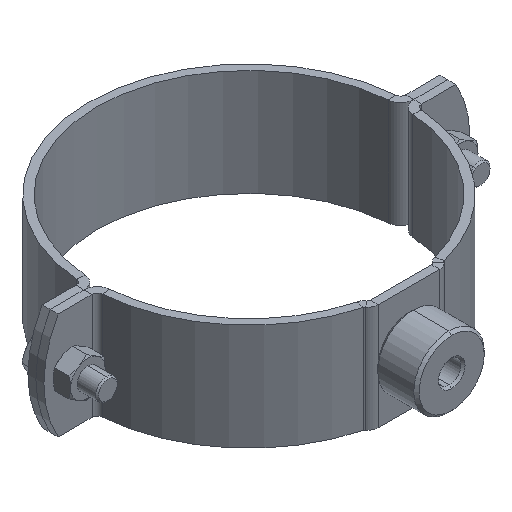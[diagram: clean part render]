
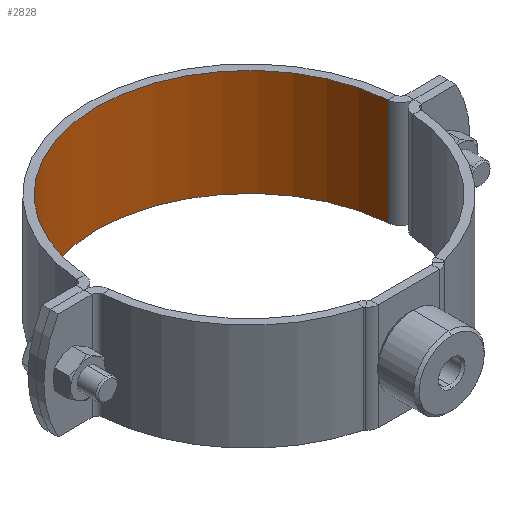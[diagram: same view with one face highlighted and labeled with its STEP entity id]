
A CAD part, isometric view. The second image highlights one B-rep face of the part: STEP entity #2828.
In plain terms, the highlighted cylindrical face has radius 57.1 mm (diameter 114.2 mm), a partial arc.
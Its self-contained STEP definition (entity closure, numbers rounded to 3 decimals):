
#44 = CARTESIAN_POINT ( 'NONE',  ( -56.915, -4.597, 20. ) ) ;
#51 = EDGE_LOOP ( 'NONE', ( #901, #3605, #4215, #1720 ) ) ;
#270 = VERTEX_POINT ( 'NONE', #44 ) ;
#319 = CARTESIAN_POINT ( 'NONE',  ( 56.915, -4.597, 20. ) ) ;
#589 = VECTOR ( 'NONE', #3060, 1000. ) ;
#598 = CARTESIAN_POINT ( 'NONE',  ( 0., 0., 20. ) ) ;
#901 = ORIENTED_EDGE ( 'NONE', *, *, #1001, .F. ) ;
#985 = AXIS2_PLACEMENT_3D ( 'NONE', #598, #3735, #3397 ) ;
#1001 = EDGE_CURVE ( 'NONE', #3174, #3489, #2583, .T. ) ;
#1005 = DIRECTION ( 'NONE',  ( 0., 0., -1. ) ) ;
#1069 = CARTESIAN_POINT ( 'NONE',  ( 56.915, -4.597, -20. ) ) ;
#1330 = EDGE_CURVE ( 'NONE', #3708, #3489, #3366, .T. ) ;
#1603 = DIRECTION ( 'NONE',  ( -1., 0., 0. ) ) ;
#1670 = DIRECTION ( 'NONE',  ( 0., 0., 1. ) ) ;
#1720 = ORIENTED_EDGE ( 'NONE', *, *, #1330, .T. ) ;
#1821 = CARTESIAN_POINT ( 'NONE',  ( 56.915, -4.597, 20. ) ) ;
#1972 = CIRCLE ( 'NONE', #985, 57.1 ) ;
#2068 = CARTESIAN_POINT ( 'NONE',  ( -56.915, -4.597, 20. ) ) ;
#2583 = CIRCLE ( 'NONE', #4349, 57.1 ) ;
#2754 = EDGE_CURVE ( 'NONE', #270, #3708, #1972, .T. ) ;
#2828 = ADVANCED_FACE ( 'NONE', ( #2999 ), #3021, .F. ) ;
#2977 = AXIS2_PLACEMENT_3D ( 'NONE', #3372, #3067, #1603 ) ;
#2999 = FACE_OUTER_BOUND ( 'NONE', #51, .T. ) ;
#3021 = CYLINDRICAL_SURFACE ( 'NONE', #2977, 57.1 ) ;
#3060 = DIRECTION ( 'NONE',  ( 0., 0., -1. ) ) ;
#3067 = DIRECTION ( 'NONE',  ( 0., 0., -1. ) ) ;
#3070 = DIRECTION ( 'NONE',  ( 1., 0., 0. ) ) ;
#3174 = VERTEX_POINT ( 'NONE', #3188 ) ;
#3188 = CARTESIAN_POINT ( 'NONE',  ( -56.915, -4.597, -20. ) ) ;
#3196 = VECTOR ( 'NONE', #1005, 1000. ) ;
#3322 = CARTESIAN_POINT ( 'NONE',  ( 0., 0., -20. ) ) ;
#3366 = LINE ( 'NONE', #319, #589 ) ;
#3372 = CARTESIAN_POINT ( 'NONE',  ( 0., 0., 20. ) ) ;
#3397 = DIRECTION ( 'NONE',  ( 1., 0., 0. ) ) ;
#3481 = EDGE_CURVE ( 'NONE', #270, #3174, #4075, .T. ) ;
#3489 = VERTEX_POINT ( 'NONE', #1069 ) ;
#3605 = ORIENTED_EDGE ( 'NONE', *, *, #3481, .F. ) ;
#3708 = VERTEX_POINT ( 'NONE', #1821 ) ;
#3735 = DIRECTION ( 'NONE',  ( 0., 0., 1. ) ) ;
#4075 = LINE ( 'NONE', #2068, #3196 ) ;
#4215 = ORIENTED_EDGE ( 'NONE', *, *, #2754, .T. ) ;
#4349 = AXIS2_PLACEMENT_3D ( 'NONE', #3322, #1670, #3070 ) ;
